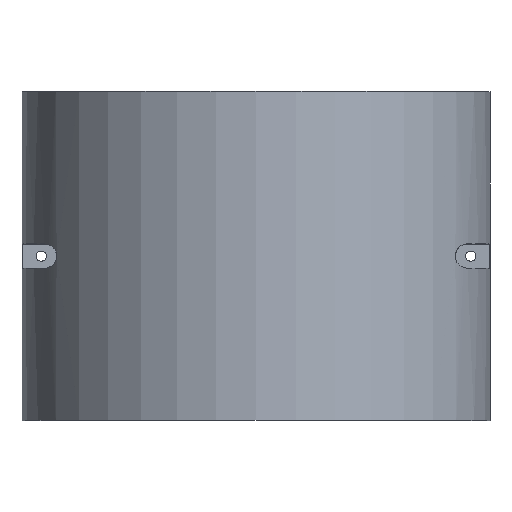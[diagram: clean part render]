
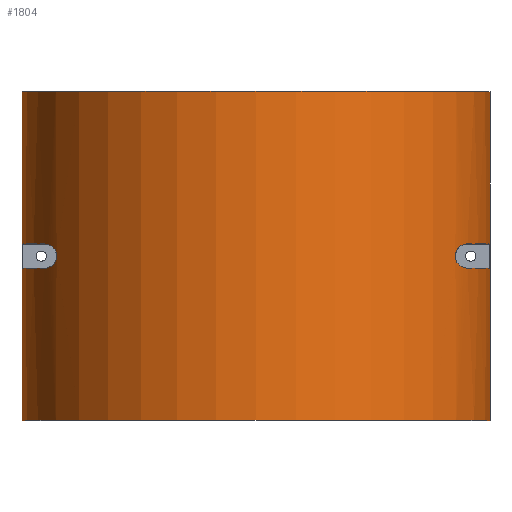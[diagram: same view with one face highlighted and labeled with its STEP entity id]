
A CAD part, top view. The second image highlights one B-rep face of the part: STEP entity #1804.
In plain terms, the highlighted cylindrical face has radius 71.178 mm (diameter 142.357 mm), a partial arc.
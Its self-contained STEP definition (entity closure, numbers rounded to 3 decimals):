
#32=FACE_BOUND('',#612,.T.);
#33=FACE_BOUND('',#613,.T.);
#155=LINE('',#2919,#296);
#158=LINE('',#2954,#299);
#227=LINE('',#3559,#368);
#232=LINE('',#3568,#373);
#296=VECTOR('',#2242,10.);
#299=VECTOR('',#2255,10.);
#368=VECTOR('',#2476,10.);
#373=VECTOR('',#2485,10.);
#405=CYLINDRICAL_SURFACE('',#2003,71.178);
#502=FACE_OUTER_BOUND('',#611,.T.);
#611=EDGE_LOOP('',(#1686,#1687,#1688,#1689));
#612=EDGE_LOOP('',(#1690,#1691,#1692,#1693));
#613=EDGE_LOOP('',(#1694,#1695,#1696,#1697));
#661=CIRCLE('',#1905,71.178);
#663=CIRCLE('',#1909,71.178);
#665=CIRCLE('',#1914,71.178);
#666=CIRCLE('',#1917,71.178);
#703=CIRCLE('',#1994,71.178);
#708=CIRCLE('',#2004,71.178);
#717=B_SPLINE_CURVE_WITH_KNOTS('',3,(#2928,#2929,#2930,#2931,#2932,#2933,
#2934,#2935,#2936,#2937,#2938,#2939,#2940,#2941,#2942,#2943,#2944,#2945,
#2946,#2947,#2948,#2949,#2950),.UNSPECIFIED.,.F.,.F.,(4,2,2,2,2,3,2,2,2,
2,4),(-0.897,-0.584,-0.271,-0.135,
-0.068,0.,0.068,0.135,0.271,
0.584,0.897),.UNSPECIFIED.);
#718=B_SPLINE_CURVE_WITH_KNOTS('',3,(#2966,#2967,#2968,#2969,#2970,#2971,
#2972,#2973,#2974,#2975,#2976,#2977,#2978,#2979,#2980,#2981,#2982,#2983,
#2984,#2985,#2986,#2987),.UNSPECIFIED.,.F.,.F.,(4,2,2,2,2,2,2,2,2,2,4),
(1.082,1.395,1.708,1.843,1.911,
1.979,2.046,2.114,2.249,2.562,
2.875),.UNSPECIFIED.);
#812=VERTEX_POINT('',#2911);
#813=VERTEX_POINT('',#2912);
#815=VERTEX_POINT('',#2918);
#817=VERTEX_POINT('',#2924);
#818=VERTEX_POINT('',#2952);
#819=VERTEX_POINT('',#2953);
#822=VERTEX_POINT('',#2961);
#823=VERTEX_POINT('',#2965);
#901=VERTEX_POINT('',#3556);
#902=VERTEX_POINT('',#3558);
#903=VERTEX_POINT('',#3565);
#904=VERTEX_POINT('',#3567);
#1022=EDGE_CURVE('',#812,#813,#661,.T.);
#1025=EDGE_CURVE('',#813,#815,#155,.T.);
#1028=EDGE_CURVE('',#815,#817,#663,.T.);
#1030=EDGE_CURVE('',#817,#812,#717,.T.);
#1031=EDGE_CURVE('',#818,#819,#158,.T.);
#1035=EDGE_CURVE('',#819,#822,#665,.T.);
#1037=EDGE_CURVE('',#822,#823,#718,.T.);
#1039=EDGE_CURVE('',#823,#818,#666,.T.);
#1157=EDGE_CURVE('',#902,#901,#227,.T.);
#1162=EDGE_CURVE('',#904,#903,#232,.T.);
#1166=EDGE_CURVE('',#902,#903,#703,.T.);
#1171=EDGE_CURVE('',#904,#901,#708,.T.);
#1686=ORIENTED_EDGE('',*,*,#1157,.T.);
#1687=ORIENTED_EDGE('',*,*,#1171,.F.);
#1688=ORIENTED_EDGE('',*,*,#1162,.T.);
#1689=ORIENTED_EDGE('',*,*,#1166,.F.);
#1690=ORIENTED_EDGE('',*,*,#1028,.T.);
#1691=ORIENTED_EDGE('',*,*,#1030,.T.);
#1692=ORIENTED_EDGE('',*,*,#1022,.T.);
#1693=ORIENTED_EDGE('',*,*,#1025,.T.);
#1694=ORIENTED_EDGE('',*,*,#1037,.T.);
#1695=ORIENTED_EDGE('',*,*,#1039,.T.);
#1696=ORIENTED_EDGE('',*,*,#1031,.T.);
#1697=ORIENTED_EDGE('',*,*,#1035,.T.);
#1804=ADVANCED_FACE('',(#502,#32,#33),#405,.T.);
#1905=AXIS2_PLACEMENT_3D('',#2913,#2236,#2237);
#1909=AXIS2_PLACEMENT_3D('',#2925,#2248,#2249);
#1914=AXIS2_PLACEMENT_3D('',#2962,#2262,#2263);
#1917=AXIS2_PLACEMENT_3D('',#2990,#2270,#2271);
#1994=AXIS2_PLACEMENT_3D('',#3578,#2497,#2498);
#2003=AXIS2_PLACEMENT_3D('',#3587,#2515,#2516);
#2004=AXIS2_PLACEMENT_3D('',#3588,#2517,#2518);
#2236=DIRECTION('center_axis',(0.,1.,0.));
#2237=DIRECTION('ref_axis',(1.,0.,0.));
#2242=DIRECTION('',(0.,-1.,0.));
#2248=DIRECTION('center_axis',(0.,-1.,0.));
#2249=DIRECTION('ref_axis',(1.,0.,0.));
#2255=DIRECTION('',(0.,1.,0.));
#2262=DIRECTION('center_axis',(0.,1.,0.));
#2263=DIRECTION('ref_axis',(1.,0.,0.));
#2270=DIRECTION('center_axis',(0.,-1.,0.));
#2271=DIRECTION('ref_axis',(1.,0.,0.));
#2476=DIRECTION('',(0.,1.,0.));
#2485=DIRECTION('',(0.,-1.,0.));
#2497=DIRECTION('center_axis',(0.,-1.,0.));
#2498=DIRECTION('ref_axis',(1.,0.,0.));
#2515=DIRECTION('center_axis',(0.,-1.,0.));
#2516=DIRECTION('ref_axis',(1.,0.,0.));
#2517=DIRECTION('center_axis',(0.,1.,0.));
#2518=DIRECTION('ref_axis',(1.,0.,0.));
#2911=CARTESIAN_POINT('',(64.3,45.4,30.526));
#2912=CARTESIAN_POINT('',(71.003,45.4,5.));
#2913=CARTESIAN_POINT('Origin',(0.,45.4,0.));
#2918=CARTESIAN_POINT('',(71.003,38.,5.));
#2919=CARTESIAN_POINT('',(71.003,91.7,5.));
#2924=CARTESIAN_POINT('',(64.3,38.,30.526));
#2925=CARTESIAN_POINT('Origin',(0.,38.,0.));
#2928=CARTESIAN_POINT('Ctrl Pts',(64.3,38.,30.526));
#2929=CARTESIAN_POINT('Ctrl Pts',(63.852,38.,31.469));
#2930=CARTESIAN_POINT('Ctrl Pts',(63.34,38.083,32.49));
#2931=CARTESIAN_POINT('Ctrl Pts',(62.308,38.532,34.428));
#2932=CARTESIAN_POINT('Ctrl Pts',(61.787,38.888,35.348));
#2933=CARTESIAN_POINT('Ctrl Pts',(61.158,39.721,36.417));
#2934=CARTESIAN_POINT('Ctrl Pts',(60.966,40.046,36.737));
#2935=CARTESIAN_POINT('Ctrl Pts',(60.756,40.618,37.082));
#2936=CARTESIAN_POINT('Ctrl Pts',(60.699,40.823,37.175));
#2937=CARTESIAN_POINT('Ctrl Pts',(60.621,41.251,37.302));
#2938=CARTESIAN_POINT('Ctrl Pts',(60.6,41.474,37.336));
#2939=CARTESIAN_POINT('Ctrl Pts',(60.6,41.7,37.336));
#2940=CARTESIAN_POINT('Ctrl Pts',(60.6,41.926,37.336));
#2941=CARTESIAN_POINT('Ctrl Pts',(60.621,42.149,37.302));
#2942=CARTESIAN_POINT('Ctrl Pts',(60.699,42.577,37.175));
#2943=CARTESIAN_POINT('Ctrl Pts',(60.756,42.782,37.082));
#2944=CARTESIAN_POINT('Ctrl Pts',(60.966,43.354,36.737));
#2945=CARTESIAN_POINT('Ctrl Pts',(61.158,43.679,36.417));
#2946=CARTESIAN_POINT('Ctrl Pts',(61.787,44.512,35.348));
#2947=CARTESIAN_POINT('Ctrl Pts',(62.308,44.868,34.428));
#2948=CARTESIAN_POINT('Ctrl Pts',(63.34,45.317,32.49));
#2949=CARTESIAN_POINT('Ctrl Pts',(63.852,45.4,31.469));
#2950=CARTESIAN_POINT('Ctrl Pts',(64.3,45.4,30.526));
#2952=CARTESIAN_POINT('',(-71.003,38.,5.));
#2953=CARTESIAN_POINT('',(-71.003,45.4,5.));
#2954=CARTESIAN_POINT('',(-71.003,91.7,5.));
#2961=CARTESIAN_POINT('',(-64.3,45.4,30.526));
#2962=CARTESIAN_POINT('Origin',(0.,45.4,0.));
#2965=CARTESIAN_POINT('',(-64.3,38.,30.526));
#2966=CARTESIAN_POINT('Ctrl Pts',(-64.3,45.4,30.526));
#2967=CARTESIAN_POINT('Ctrl Pts',(-63.852,45.4,31.469));
#2968=CARTESIAN_POINT('Ctrl Pts',(-63.34,45.317,32.49));
#2969=CARTESIAN_POINT('Ctrl Pts',(-62.308,44.868,34.428));
#2970=CARTESIAN_POINT('Ctrl Pts',(-61.787,44.512,35.348));
#2971=CARTESIAN_POINT('Ctrl Pts',(-61.158,43.679,36.417));
#2972=CARTESIAN_POINT('Ctrl Pts',(-60.966,43.354,36.737));
#2973=CARTESIAN_POINT('Ctrl Pts',(-60.756,42.782,37.082));
#2974=CARTESIAN_POINT('Ctrl Pts',(-60.699,42.577,37.175));
#2975=CARTESIAN_POINT('Ctrl Pts',(-60.621,42.149,37.302));
#2976=CARTESIAN_POINT('Ctrl Pts',(-60.6,41.926,37.336));
#2977=CARTESIAN_POINT('Ctrl Pts',(-60.6,41.474,37.336));
#2978=CARTESIAN_POINT('Ctrl Pts',(-60.621,41.251,37.302));
#2979=CARTESIAN_POINT('Ctrl Pts',(-60.699,40.823,37.175));
#2980=CARTESIAN_POINT('Ctrl Pts',(-60.756,40.618,37.082));
#2981=CARTESIAN_POINT('Ctrl Pts',(-60.966,40.046,36.737));
#2982=CARTESIAN_POINT('Ctrl Pts',(-61.158,39.721,36.417));
#2983=CARTESIAN_POINT('Ctrl Pts',(-61.787,38.888,35.348));
#2984=CARTESIAN_POINT('Ctrl Pts',(-62.308,38.532,34.428));
#2985=CARTESIAN_POINT('Ctrl Pts',(-63.34,38.083,32.49));
#2986=CARTESIAN_POINT('Ctrl Pts',(-63.852,38.,31.469));
#2987=CARTESIAN_POINT('Ctrl Pts',(-64.3,38.,30.526));
#2990=CARTESIAN_POINT('Origin',(0.,38.,0.));
#3556=CARTESIAN_POINT('',(71.147,91.7,2.1));
#3558=CARTESIAN_POINT('',(71.147,-8.3,2.1));
#3559=CARTESIAN_POINT('',(71.147,91.7,2.1));
#3565=CARTESIAN_POINT('',(-71.147,-8.3,2.1));
#3567=CARTESIAN_POINT('',(-71.147,91.7,2.1));
#3568=CARTESIAN_POINT('',(-71.147,91.7,2.1));
#3578=CARTESIAN_POINT('Origin',(0.,-8.3,
0.));
#3587=CARTESIAN_POINT('Origin',(0.,91.7,0.));
#3588=CARTESIAN_POINT('Origin',(0.,91.7,0.));
